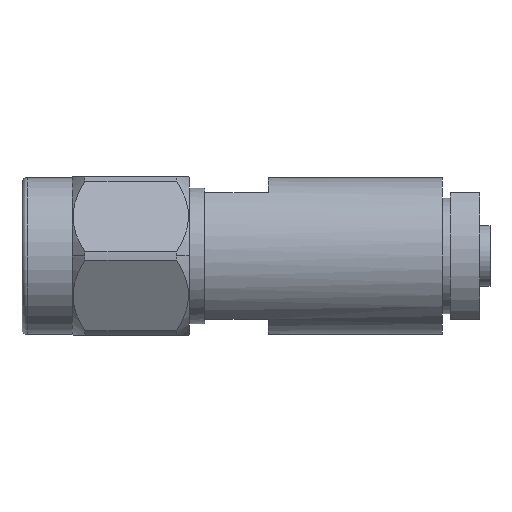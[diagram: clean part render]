
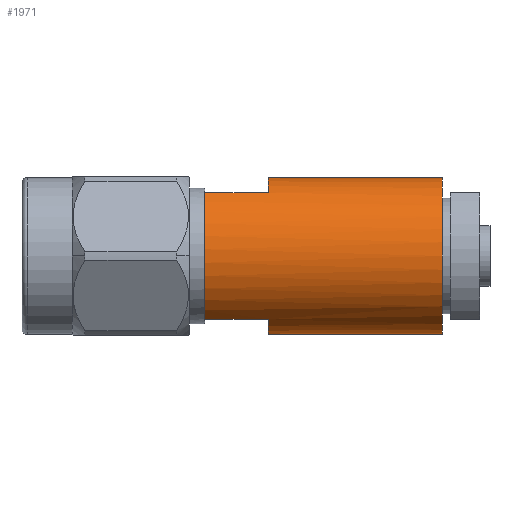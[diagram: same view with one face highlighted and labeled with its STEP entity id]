
A CAD part, front view. The second image highlights one B-rep face of the part: STEP entity #1971.
In plain terms, the highlighted cylindrical face has radius 3.937 mm (diameter 7.874 mm), a partial arc.
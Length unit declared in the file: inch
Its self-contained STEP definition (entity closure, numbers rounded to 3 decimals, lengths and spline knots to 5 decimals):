
#50 = CARTESIAN_POINT ( 'NONE',  ( 0.4861, 0., 0.155 ) ) ;
#96 = EDGE_CURVE ( 'NONE', #2668, #588, #3730, .T. ) ;
#198 = FACE_OUTER_BOUND ( 'NONE', #1908, .T. ) ;
#246 = CARTESIAN_POINT ( 'NONE',  ( 0., -0.09165, 0.125 ) ) ;
#260 = DIRECTION ( 'NONE',  ( 1., 0., 0. ) ) ;
#520 = VECTOR ( 'NONE', #887, 39.37008 ) ;
#531 = DIRECTION ( 'NONE',  ( -1., 0., 0. ) ) ;
#588 = VERTEX_POINT ( 'NONE', #989 ) ;
#610 = CIRCLE ( 'NONE', #1139, 0.155 ) ;
#615 = LINE ( 'NONE', #3229, #520 ) ;
#760 = ORIENTED_EDGE ( 'NONE', *, *, #3640, .F. ) ;
#800 = EDGE_CURVE ( 'NONE', #856, #1028, #3409, .T. ) ;
#822 = CARTESIAN_POINT ( 'NONE',  ( 0., 0., 0. ) ) ;
#856 = VERTEX_POINT ( 'NONE', #1555 ) ;
#887 = DIRECTION ( 'NONE',  ( -1., 0., 0. ) ) ;
#926 = CARTESIAN_POINT ( 'NONE',  ( 0.4861, -0.09165, -0.125 ) ) ;
#989 = CARTESIAN_POINT ( 'NONE',  ( 0.3611, -0.09165, 0.125 ) ) ;
#1015 = CARTESIAN_POINT ( 'NONE',  ( 0., -0.09165, -0.125 ) ) ;
#1028 = VERTEX_POINT ( 'NONE', #50 ) ;
#1090 = DIRECTION ( 'NONE',  ( -1., 0., 0. ) ) ;
#1095 = AXIS2_PLACEMENT_3D ( 'NONE', #2254, #531, #1402 ) ;
#1139 = AXIS2_PLACEMENT_3D ( 'NONE', #1891, #2788, #2210 ) ;
#1187 = CARTESIAN_POINT ( 'NONE',  ( 0.83, 0., 0.155 ) ) ;
#1254 = CIRCLE ( 'NONE', #1635, 0.155 ) ;
#1359 = CARTESIAN_POINT ( 'NONE',  ( 0.3611, -0.09165, -0.125 ) ) ;
#1394 = DIRECTION ( 'NONE',  ( 0., -1., 0. ) ) ;
#1402 = DIRECTION ( 'NONE',  ( 0., 0., 1. ) ) ;
#1419 = DIRECTION ( 'NONE',  ( 0., 0., 1. ) ) ;
#1555 = CARTESIAN_POINT ( 'NONE',  ( 0.4861, -0.09165, 0.125 ) ) ;
#1574 = ORIENTED_EDGE ( 'NONE', *, *, #800, .F. ) ;
#1584 = ORIENTED_EDGE ( 'NONE', *, *, #3362, .T. ) ;
#1605 = LINE ( 'NONE', #246, #1697 ) ;
#1624 = CARTESIAN_POINT ( 'NONE',  ( 0.4861, 0., -0.155 ) ) ;
#1635 = AXIS2_PLACEMENT_3D ( 'NONE', #3648, #2246, #3411 ) ;
#1697 = VECTOR ( 'NONE', #260, 39.37008 ) ;
#1876 = EDGE_CURVE ( 'NONE', #3258, #2989, #1254, .T. ) ;
#1891 = CARTESIAN_POINT ( 'NONE',  ( 0.4861, 0., 0. ) ) ;
#1908 = EDGE_LOOP ( 'NONE', ( #3084, #2096, #1584, #1574, #2581, #2507, #3041, #760 ) ) ;
#1971 = ADVANCED_FACE ( 'NONE', ( #198 ), #3161, .T. ) ;
#2096 = ORIENTED_EDGE ( 'NONE', *, *, #1876, .T. ) ;
#2114 = AXIS2_PLACEMENT_3D ( 'NONE', #822, #1090, #1419 ) ;
#2161 = DIRECTION ( 'NONE',  ( -1., 0., 0. ) ) ;
#2210 = DIRECTION ( 'NONE',  ( 0., -1., 0. ) ) ;
#2246 = DIRECTION ( 'NONE',  ( -1., 0., 0. ) ) ;
#2254 = CARTESIAN_POINT ( 'NONE',  ( 0.3611, 0., 0. ) ) ;
#2303 = VERTEX_POINT ( 'NONE', #926 ) ;
#2309 = CARTESIAN_POINT ( 'NONE',  ( 0.83, 0., -0.155 ) ) ;
#2507 = ORIENTED_EDGE ( 'NONE', *, *, #96, .F. ) ;
#2542 = EDGE_CURVE ( 'NONE', #2303, #2668, #2853, .T. ) ;
#2550 = DIRECTION ( 'NONE',  ( -1., 0., 0. ) ) ;
#2562 = VECTOR ( 'NONE', #2161, 39.37008 ) ;
#2581 = ORIENTED_EDGE ( 'NONE', *, *, #2806, .F. ) ;
#2645 = AXIS2_PLACEMENT_3D ( 'NONE', #3137, #2550, #1394 ) ;
#2668 = VERTEX_POINT ( 'NONE', #1359 ) ;
#2788 = DIRECTION ( 'NONE',  ( -1., 0., 0. ) ) ;
#2798 = LINE ( 'NONE', #3278, #2562 ) ;
#2806 = EDGE_CURVE ( 'NONE', #588, #856, #1605, .T. ) ;
#2853 = LINE ( 'NONE', #1015, #3480 ) ;
#2989 = VERTEX_POINT ( 'NONE', #1187 ) ;
#3041 = ORIENTED_EDGE ( 'NONE', *, *, #2542, .F. ) ;
#3084 = ORIENTED_EDGE ( 'NONE', *, *, #3418, .F. ) ;
#3137 = CARTESIAN_POINT ( 'NONE',  ( 0.4861, 0., 0. ) ) ;
#3161 = CYLINDRICAL_SURFACE ( 'NONE', #2114, 0.155 ) ;
#3229 = CARTESIAN_POINT ( 'NONE',  ( 0., 0., 0.155 ) ) ;
#3258 = VERTEX_POINT ( 'NONE', #2309 ) ;
#3278 = CARTESIAN_POINT ( 'NONE',  ( 0., 0., -0.155 ) ) ;
#3362 = EDGE_CURVE ( 'NONE', #2989, #1028, #615, .T. ) ;
#3409 = CIRCLE ( 'NONE', #2645, 0.155 ) ;
#3411 = DIRECTION ( 'NONE',  ( 0., 0., 1. ) ) ;
#3418 = EDGE_CURVE ( 'NONE', #3258, #3499, #2798, .T. ) ;
#3480 = VECTOR ( 'NONE', #3634, 39.37008 ) ;
#3499 = VERTEX_POINT ( 'NONE', #1624 ) ;
#3634 = DIRECTION ( 'NONE',  ( -1., 0., 0. ) ) ;
#3640 = EDGE_CURVE ( 'NONE', #3499, #2303, #610, .T. ) ;
#3648 = CARTESIAN_POINT ( 'NONE',  ( 0.83, 0., 0. ) ) ;
#3730 = CIRCLE ( 'NONE', #1095, 0.155 ) ;
